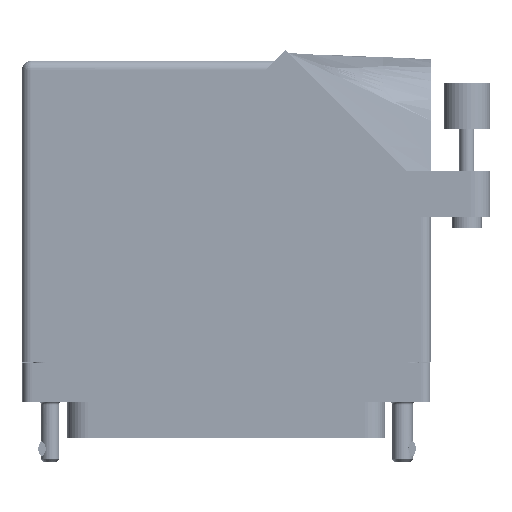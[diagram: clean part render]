
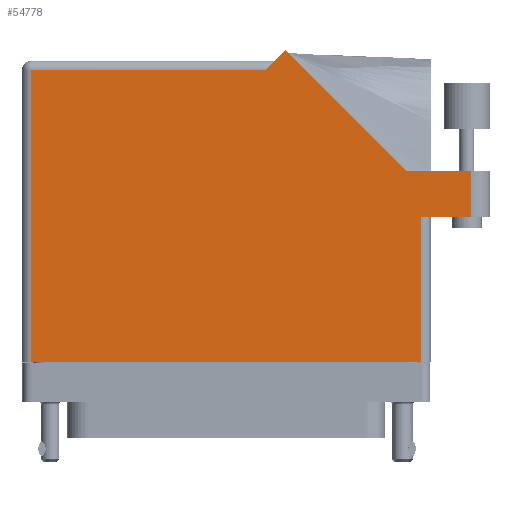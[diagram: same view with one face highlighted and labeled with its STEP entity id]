
A CAD part, front view. The second image highlights one B-rep face of the part: STEP entity #54778.
In plain terms, the highlighted face is planar.
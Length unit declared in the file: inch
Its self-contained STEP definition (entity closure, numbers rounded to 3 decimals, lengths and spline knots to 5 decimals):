
#378 = VERTEX_POINT ( 'NONE', #25150 ) ;
#906 = ORIENTED_EDGE ( 'NONE', *, *, #53430, .T. ) ;
#1010 = LINE ( 'NONE', #76497, #74422 ) ;
#2086 = ORIENTED_EDGE ( 'NONE', *, *, #58716, .T. ) ;
#4611 = CARTESIAN_POINT ( 'NONE',  ( 1.3155, 0.88, 0.765 ) ) ;
#5409 = CARTESIAN_POINT ( 'NONE',  ( 1.3155, 0.88, 0.765 ) ) ;
#7625 = VERTEX_POINT ( 'NONE', #39682 ) ;
#7756 = VERTEX_POINT ( 'NONE', #25746 ) ;
#8435 = FACE_OUTER_BOUND ( 'NONE', #57008, .T. ) ;
#10973 = VERTEX_POINT ( 'NONE', #90312 ) ;
#12610 = AXIS2_PLACEMENT_3D ( 'NONE', #36888, #68461, #84828 ) ;
#13446 = CARTESIAN_POINT ( 'NONE',  ( 1.6525, 0.88, 0.765 ) ) ;
#15803 = DIRECTION ( 'NONE',  ( 1., 0., 0. ) ) ;
#16139 = DIRECTION ( 'NONE',  ( 0., -1., 0. ) ) ;
#16351 = LINE ( 'NONE', #74384, #78672 ) ;
#17985 = LINE ( 'NONE', #77144, #46641 ) ;
#20113 = EDGE_CURVE ( 'NONE', #68273, #10973, #1010, .T. ) ;
#25150 = CARTESIAN_POINT ( 'NONE',  ( 1.21192, 1.187, 0.765 ) ) ;
#25596 = VERTEX_POINT ( 'NONE', #44409 ) ;
#25746 = CARTESIAN_POINT ( 'NONE',  ( 1.3155, -0.1, 0.765 ) ) ;
#28362 = LINE ( 'NONE', #49465, #44482 ) ;
#28714 = ORIENTED_EDGE ( 'NONE', *, *, #100400, .T. ) ;
#29846 = ORIENTED_EDGE ( 'NONE', *, *, #66096, .T. ) ;
#33243 = DIRECTION ( 'NONE',  ( -0.707, 0.707, 0. ) ) ;
#36206 = VECTOR ( 'NONE', #33243, 39.37008 ) ;
#36888 = CARTESIAN_POINT ( 'NONE',  ( -1.3775, 1.93, 0.765 ) ) ;
#39682 = CARTESIAN_POINT ( 'NONE',  ( 0.2655, 1.868, 0.765 ) ) ;
#44409 = CARTESIAN_POINT ( 'NONE',  ( -1.3155, -0.1, 0.765 ) ) ;
#44482 = VECTOR ( 'NONE', #65115, 39.37008 ) ;
#46641 = VECTOR ( 'NONE', #53114, 39.37008 ) ;
#47366 = LINE ( 'NONE', #4611, #53533 ) ;
#49465 = CARTESIAN_POINT ( 'NONE',  ( 0.3275, 1.93, 0.765 ) ) ;
#52877 = VECTOR ( 'NONE', #15803, 39.37008 ) ;
#53114 = DIRECTION ( 'NONE',  ( 1., 0., 0. ) ) ;
#53430 = EDGE_CURVE ( 'NONE', #10973, #378, #66010, .T. ) ;
#53533 = VECTOR ( 'NONE', #68911, 39.37008 ) ;
#53583 = ORIENTED_EDGE ( 'NONE', *, *, #99818, .T. ) ;
#54778 = ADVANCED_FACE ( 'NONE', ( #8435 ), #100080, .F. ) ;
#55438 = CARTESIAN_POINT ( 'NONE',  ( -1.3775, -0.1, 0.765 ) ) ;
#56784 = ORIENTED_EDGE ( 'NONE', *, *, #65112, .T. ) ;
#57008 = EDGE_LOOP ( 'NONE', ( #53583, #62819, #906, #81294, #29846, #56784, #28714, #80730, #2086 ) ) ;
#58716 = EDGE_CURVE ( 'NONE', #7756, #69600, #47366, .T. ) ;
#59923 = EDGE_CURVE ( 'NONE', #378, #83317, #102028, .T. ) ;
#61552 = CARTESIAN_POINT ( 'NONE',  ( 0.39821, 2.00071, 0.765 ) ) ;
#62819 = ORIENTED_EDGE ( 'NONE', *, *, #20113, .T. ) ;
#65112 = EDGE_CURVE ( 'NONE', #7625, #67238, #16351, .T. ) ;
#65115 = DIRECTION ( 'NONE',  ( -0.707, -0.707, 0. ) ) ;
#66010 = LINE ( 'NONE', #101873, #77232 ) ;
#66096 = EDGE_CURVE ( 'NONE', #83317, #7625, #28362, .T. ) ;
#67238 = VERTEX_POINT ( 'NONE', #100039 ) ;
#68273 = VERTEX_POINT ( 'NONE', #13446 ) ;
#68461 = DIRECTION ( 'NONE',  ( 0., 0., -1. ) ) ;
#68911 = DIRECTION ( 'NONE',  ( 0., 1., 0. ) ) ;
#69600 = VERTEX_POINT ( 'NONE', #5409 ) ;
#71443 = CARTESIAN_POINT ( 'NONE',  ( -1.3155, -0.1, 0.765 ) ) ;
#72067 = CARTESIAN_POINT ( 'NONE',  ( 1.21192, 1.187, 0.765 ) ) ;
#74384 = CARTESIAN_POINT ( 'NONE',  ( -1.3775, 1.868, 0.765 ) ) ;
#74422 = VECTOR ( 'NONE', #75140, 39.37008 ) ;
#74609 = EDGE_CURVE ( 'NONE', #25596, #7756, #86552, .T. ) ;
#75112 = DIRECTION ( 'NONE',  ( -1., 0., 0. ) ) ;
#75140 = DIRECTION ( 'NONE',  ( 0., 1., 0. ) ) ;
#76497 = CARTESIAN_POINT ( 'NONE',  ( 1.6525, 1.187, 0.765 ) ) ;
#77144 = CARTESIAN_POINT ( 'NONE',  ( 1.3775, 0.88, 0.765 ) ) ;
#77232 = VECTOR ( 'NONE', #102232, 39.37008 ) ;
#78672 = VECTOR ( 'NONE', #75112, 39.37008 ) ;
#80730 = ORIENTED_EDGE ( 'NONE', *, *, #74609, .T. ) ;
#81294 = ORIENTED_EDGE ( 'NONE', *, *, #59923, .T. ) ;
#82812 = LINE ( 'NONE', #71443, #102671 ) ;
#83317 = VERTEX_POINT ( 'NONE', #61552 ) ;
#84828 = DIRECTION ( 'NONE',  ( -1., 0., 0. ) ) ;
#86552 = LINE ( 'NONE', #55438, #52877 ) ;
#90312 = CARTESIAN_POINT ( 'NONE',  ( 1.6525, 1.187, 0.765 ) ) ;
#99818 = EDGE_CURVE ( 'NONE', #69600, #68273, #17985, .T. ) ;
#100039 = CARTESIAN_POINT ( 'NONE',  ( -1.3155, 1.868, 0.765 ) ) ;
#100080 = PLANE ( 'NONE',  #12610 ) ;
#100400 = EDGE_CURVE ( 'NONE', #67238, #25596, #82812, .T. ) ;
#101873 = CARTESIAN_POINT ( 'NONE',  ( 1.7775, 1.187, 0.765 ) ) ;
#102028 = LINE ( 'NONE', #72067, #36206 ) ;
#102232 = DIRECTION ( 'NONE',  ( -1., 0., 0. ) ) ;
#102671 = VECTOR ( 'NONE', #16139, 39.37008 ) ;
